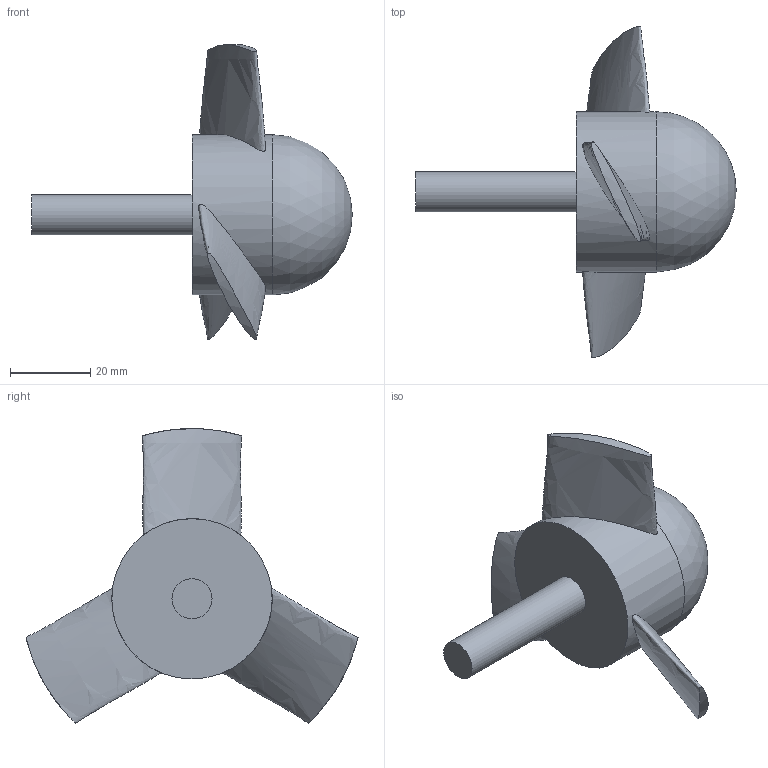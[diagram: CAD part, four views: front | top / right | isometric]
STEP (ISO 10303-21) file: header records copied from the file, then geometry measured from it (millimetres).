
FILE_DESCRIPTION(/* description */ (''),/* implementation_level */ '2;1');
FILE_NAME(/* name */ 'prop_simply.stp',/* time_stamp */ '2020-05-27T22:42:25+02:00',/* author */ ('Juan Cely'),/* organization */ (''),/* preprocessor_version */ 'ST-DEVELOPER v18',/* originating_system */ 'Autodesk Inventor 2020',/* authorisation */ '');
FILE_SCHEMA (('AUTOMOTIVE_DESIGN { 1 0 10303 214 3 1 1 }'));
Length unit declared in the file: millimetre
Products named in the file (1): prop_simply
Bounding box: 80 x 82.82 x 73.56 mm (x, y, z)
Volume: 52401.8 mm3; surface area: 11440.6 mm2
Topology: 1 solids, 1 shells, 11 faces, 24 edges, 17 vertices
Faces by surface type: cylinder 5, bspline 3, plane 2, sphere 1
Full cylindrical faces by diameter (mm): 10 x1, 40 x1
Entity records: 2072 total; most frequent: CARTESIAN_POINT 1814, ORIENTED_EDGE 46, DIRECTION 39, EDGE_CURVE 23, AXIS2_PLACEMENT_3D 18, VERTEX_POINT 17, EDGE_LOOP 14, FACE_OUTER_BOUND 11
